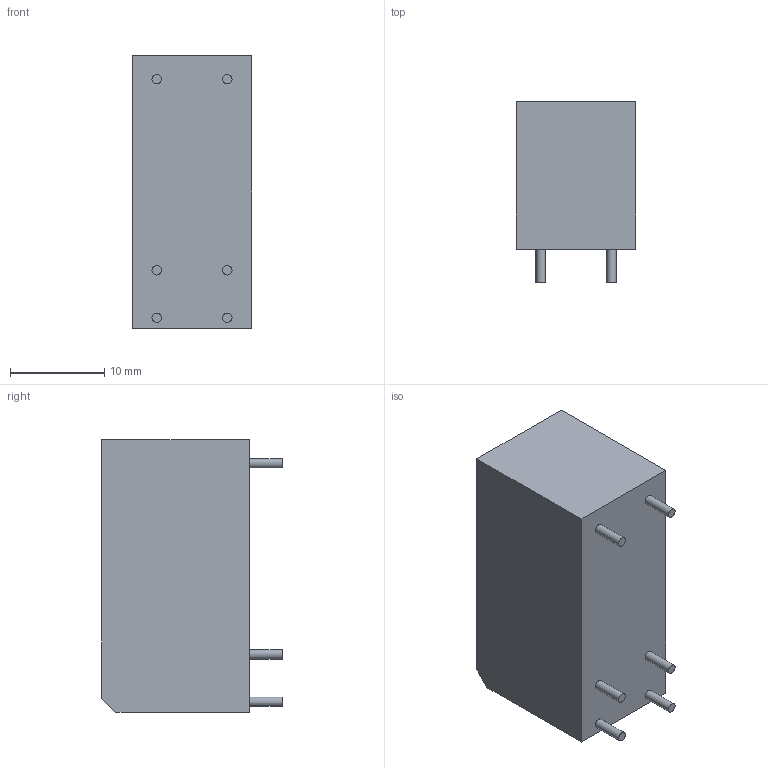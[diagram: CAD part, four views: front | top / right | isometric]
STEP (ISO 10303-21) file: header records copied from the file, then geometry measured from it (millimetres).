
FILE_DESCRIPTION(/* description */ (''),/* implementation_level */ '2;1');
FILE_NAME(/* name */ 'RZ03-1A4-D005.stp',/* time_stamp */ '2018-02-28T16:50:56-08:00',/* author */ ('brutu'),/* organization */ (''),/* preprocessor_version */ 'ST-DEVELOPER v16.13',/* originating_system */ 'Autodesk Inventor 2018',/* authorisation */ '');
FILE_SCHEMA (('AUTOMOTIVE_DESIGN { 1 0 10303 214 3 1 1 }'));
Length unit declared in the file: inch
Products named in the file (1): RZ03-1A4-D005
Bounding box: 12.7 x 19.2 x 29 mm (x, y, z)
Volume: 5784.1 mm3; surface area: 2098.3 mm2
Topology: 1 solids, 1 shells, 19 faces, 33 edges, 22 vertices
Faces by surface type: plane 13, cylinder 6
Full cylindrical faces by diameter (mm): 1 x6
Entity records: 496 total; most frequent: DIRECTION 79, CARTESIAN_POINT 69, ORIENTED_EDGE 54, AXIS2_PLACEMENT_3D 32, EDGE_LOOP 31, EDGE_CURVE 27, VERTEX_POINT 22, STYLED_ITEM 20
